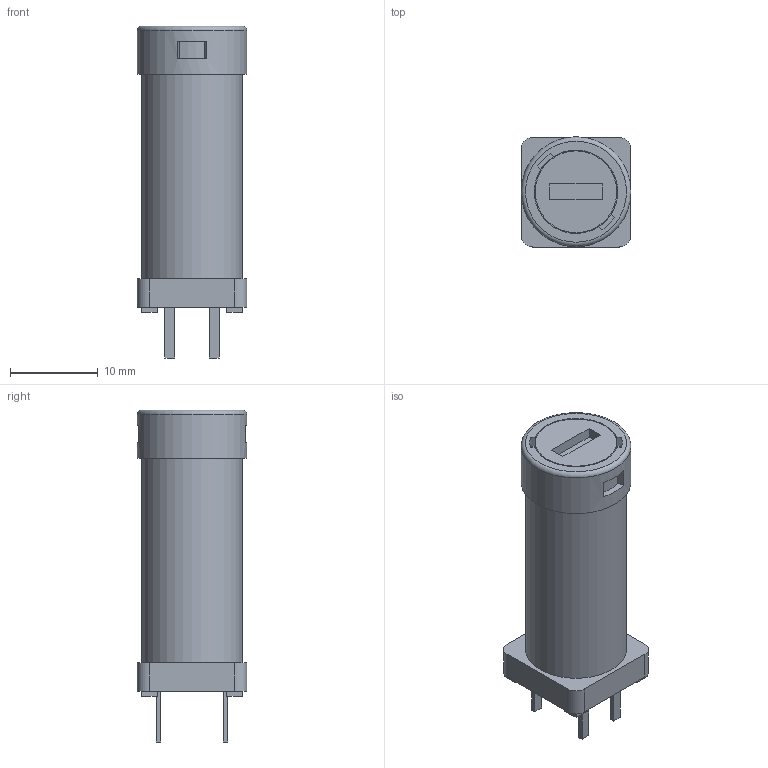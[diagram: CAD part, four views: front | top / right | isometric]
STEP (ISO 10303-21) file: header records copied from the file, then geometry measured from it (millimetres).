
FILE_DESCRIPTION(/* description */ (''),/* implementation_level */ '2;1');
FILE_NAME(/* name */ 'FUSH_SCHURTER_3101.0040.stp',/* time_stamp */ '2017-07-26T11:22:05+02:00',/* author */ ('riccim'),/* organization */ (''),/* preprocessor_version */ 'ST-DEVELOPER v16.5',/* originating_system */ 'AutoCAD Mechanical',/* authorisation */ '');
FILE_SCHEMA (('AUTOMOTIVE_DESIGN { 1 0 10303 214 3 1 1 }'));
Length unit declared in the file: millimetre
Products named in the file (1): Product
Bounding box: 12.5 x 12.5 x 37.8 mm (x, y, z)
Volume: 3431.5 mm3; surface area: 2081.4 mm2
Topology: 6 solids, 6 shells, 87 faces, 194 edges, 129 vertices
Faces by surface type: plane 74, cylinder 12, torus 1
Full cylindrical faces by diameter (mm): 9.3 x1, 9.5 x1, 11.5 x1, 12.5 x1
Entity records: 2392 total; most frequent: CARTESIAN_POINT 404, DIRECTION 396, ORIENTED_EDGE 376, EDGE_CURVE 188, LINE 156, VECTOR 156, VERTEX_POINT 128, AXIS2_PLACEMENT_3D 120
